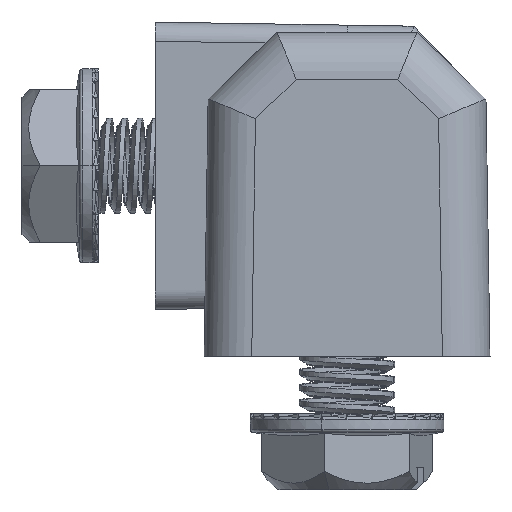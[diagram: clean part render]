
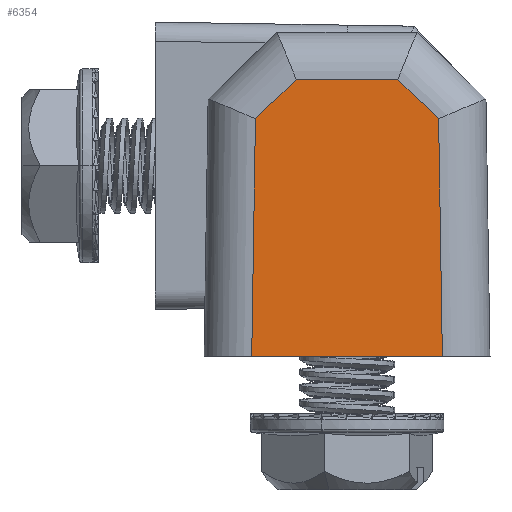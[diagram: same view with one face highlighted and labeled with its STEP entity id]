
A CAD part, front view. The second image highlights one B-rep face of the part: STEP entity #6354.
In plain terms, the highlighted planar face has unit normal (0, -1, 0.016).
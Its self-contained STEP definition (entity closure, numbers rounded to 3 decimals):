
#4 = CARTESIAN_POINT ( 'NONE',  ( 8.347, -21.476, 8.922 ) ) ;
#355 = CARTESIAN_POINT ( 'NONE',  ( 2.006, -21.476, 8.922 ) ) ;
#1934 = ORIENTED_EDGE ( 'NONE', *, *, #21047, .T. ) ;
#2560 = DIRECTION ( 'NONE',  ( 0., -1., 0.016 ) ) ;
#3056 = DIRECTION ( 'NONE',  ( 0., -0.016, -1. ) ) ;
#3597 = LINE ( 'NONE', #26392, #14092 ) ;
#3599 = LINE ( 'NONE', #24892, #4643 ) ;
#3812 = DIRECTION ( 'NONE',  ( -0.718, -0.011, -0.696 ) ) ;
#3967 = CARTESIAN_POINT ( 'NONE',  ( 0.878, -21.508, 6.847 ) ) ;
#4643 = VECTOR ( 'NONE', #11976, 1000. ) ;
#4746 = PLANE ( 'NONE',  #25576 ) ;
#4998 = VECTOR ( 'NONE', #20781, 1000. ) ;
#5385 = ORIENTED_EDGE ( 'NONE', *, *, #21826, .T. ) ;
#5468 = ORIENTED_EDGE ( 'NONE', *, *, #5596, .T. ) ;
#5596 = EDGE_CURVE ( 'NONE', #13537, #10758, #16919, .T. ) ;
#5650 = DIRECTION ( 'NONE',  ( -0.016, 0.016, 1. ) ) ;
#6354 = ADVANCED_FACE ( 'NONE', ( #21379 ), #4746, .T. ) ;
#6659 = CARTESIAN_POINT ( 'NONE',  ( 10.487, -21.508, 6.847 ) ) ;
#6834 = CARTESIAN_POINT ( 'NONE',  ( 10.683, -21.704, -5.618 ) ) ;
#7233 = CARTESIAN_POINT ( 'NONE',  ( 0.682, -21.704, -5.618 ) ) ;
#8729 = DIRECTION ( 'NONE',  ( -1., 0., 0. ) ) ;
#9353 = VERTEX_POINT ( 'NONE', #4 ) ;
#10103 = VERTEX_POINT ( 'NONE', #6659 ) ;
#10641 = ORIENTED_EDGE ( 'NONE', *, *, #23509, .T. ) ;
#10758 = VERTEX_POINT ( 'NONE', #7233 ) ;
#11153 = VECTOR ( 'NONE', #8729, 1000. ) ;
#11726 = EDGE_CURVE ( 'NONE', #10758, #20646, #3599, .T. ) ;
#11976 = DIRECTION ( 'NONE',  ( 1., 0., 0. ) ) ;
#12387 = DIRECTION ( 'NONE',  ( -0.016, -0.016, -1. ) ) ;
#12430 = VERTEX_POINT ( 'NONE', #25057 ) ;
#12533 = LINE ( 'NONE', #25158, #4998 ) ;
#13128 = CARTESIAN_POINT ( 'NONE',  ( -1.817, -21.704, -5.618 ) ) ;
#13401 = LINE ( 'NONE', #355, #11153 ) ;
#13537 = VERTEX_POINT ( 'NONE', #3967 ) ;
#14092 = VECTOR ( 'NONE', #5650, 1000. ) ;
#14681 = ORIENTED_EDGE ( 'NONE', *, *, #11726, .T. ) ;
#14855 = CARTESIAN_POINT ( 'NONE',  ( 0.682, -21.705, -5.657 ) ) ;
#15032 = EDGE_CURVE ( 'NONE', #20646, #10103, #3597, .T. ) ;
#16348 = ORIENTED_EDGE ( 'NONE', *, *, #15032, .T. ) ;
#16454 = CARTESIAN_POINT ( 'NONE',  ( 0.115, -21.52, 6.108 ) ) ;
#16919 = LINE ( 'NONE', #14855, #18455 ) ;
#18455 = VECTOR ( 'NONE', #12387, 1000. ) ;
#18588 = VECTOR ( 'NONE', #3812, 1000. ) ;
#20646 = VERTEX_POINT ( 'NONE', #6834 ) ;
#20781 = DIRECTION ( 'NONE',  ( -0.718, 0.011, 0.696 ) ) ;
#21047 = EDGE_CURVE ( 'NONE', #9353, #12430, #13401, .T. ) ;
#21379 = FACE_OUTER_BOUND ( 'NONE', #26103, .T. ) ;
#21826 = EDGE_CURVE ( 'NONE', #12430, #13537, #24536, .T. ) ;
#23509 = EDGE_CURVE ( 'NONE', #10103, #9353, #12533, .T. ) ;
#24536 = LINE ( 'NONE', #16454, #18588 ) ;
#24892 = CARTESIAN_POINT ( 'NONE',  ( -1.817, -21.704, -5.618 ) ) ;
#25057 = CARTESIAN_POINT ( 'NONE',  ( 3.019, -21.476, 8.922 ) ) ;
#25158 = CARTESIAN_POINT ( 'NONE',  ( 7.639, -21.465, 9.608 ) ) ;
#25576 = AXIS2_PLACEMENT_3D ( 'NONE', #13128, #2560, #3056 ) ;
#26103 = EDGE_LOOP ( 'NONE', ( #5385, #5468, #14681, #16348, #10641, #1934 ) ) ;
#26392 = CARTESIAN_POINT ( 'NONE',  ( 10.68, -21.701, -5.421 ) ) ;
